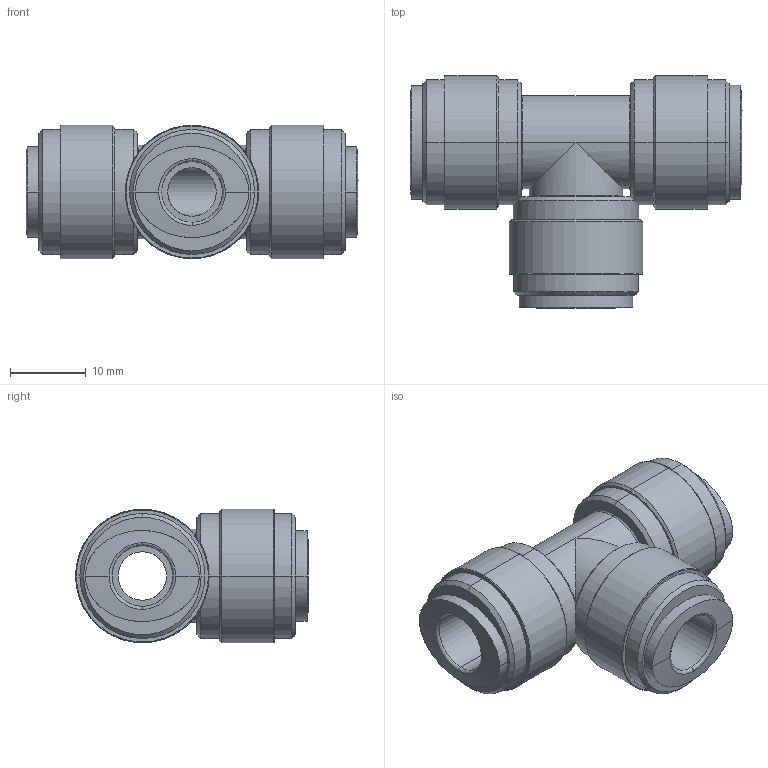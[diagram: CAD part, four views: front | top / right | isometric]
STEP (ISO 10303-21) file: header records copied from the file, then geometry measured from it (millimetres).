
FILE_DESCRIPTION (( 'STEP AP214' ), '1' );
FILE_NAME ('UT516-P.step', '2017-08-29T21:04:06', ( '' ), ( '' ), 'SwSTEP 2.0', 'SolidWorks 2017', '' );
FILE_SCHEMA (( 'AUTOMOTIVE_DESIGN' ));
Length unit declared in the file: inch
Products named in the file (1): UT516-P
Bounding box: 43.8 x 30.7 x 17.6 mm (x, y, z)
Volume: 8640.4 mm3; surface area: 5132.5 mm2
Topology: 1 solids, 1 shells, 99 faces, 226 edges, 136 vertices
Faces by surface type: cylinder 34, bspline 24, cone 20, plane 15, torus 6
Entity records: 5890 total; most frequent: CARTESIAN_POINT 3744, ORIENTED_EDGE 452, DIRECTION 430, EDGE_CURVE 226, AXIS2_PLACEMENT_3D 188, VERTEX_POINT 136, EDGE_LOOP 114, CIRCLE 112
